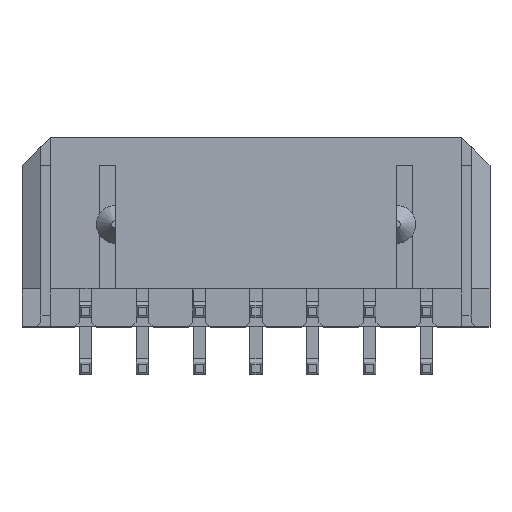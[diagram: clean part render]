
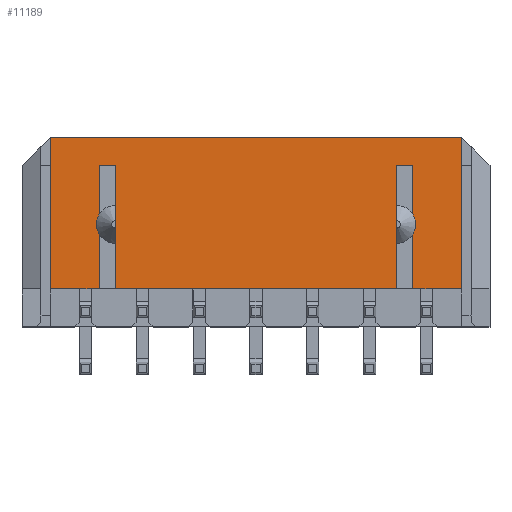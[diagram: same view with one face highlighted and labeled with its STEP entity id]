
A CAD part, top view. The second image highlights one B-rep face of the part: STEP entity #11189.
In plain terms, the highlighted planar face has unit normal (0, 0, 1).
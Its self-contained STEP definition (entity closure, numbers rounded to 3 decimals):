
#1530=CARTESIAN_POINT('',(7.425,5.4,3.4));
#1531=DIRECTION('',(0.,0.,1.));
#1532=DIRECTION('',(0.944,-0.329,0.));
#1533=AXIS2_PLACEMENT_3D('',#1530,#1531,#1532);
#1535=DIRECTION('',(0.,1.,0.));
#1536=VECTOR('',#1535,2.804);
#1537=CARTESIAN_POINT('',(8.275,5.696,3.4));
#1538=LINE('',#1537,#1536);
#1539=DIRECTION('',(-1.,0.,0.));
#1540=VECTOR('',#1539,0.85);
#1541=CARTESIAN_POINT('',(8.275,8.5,3.4));
#1542=LINE('',#1541,#1540);
#1543=DIRECTION('',(0.,-1.,0.));
#1544=VECTOR('',#1543,6.5);
#1545=CARTESIAN_POINT('',(7.425,8.5,3.4));
#1546=LINE('',#1545,#1544);
#1547=DIRECTION('',(1.,0.,0.));
#1548=VECTOR('',#1547,14.85);
#1549=CARTESIAN_POINT('',(-7.425,2.,3.4));
#1550=LINE('',#1549,#1548);
#1551=DIRECTION('',(0.,1.,0.));
#1552=VECTOR('',#1551,6.5);
#1553=CARTESIAN_POINT('',(-7.425,2.,3.4));
#1554=LINE('',#1553,#1552);
#1555=DIRECTION('',(-1.,0.,0.));
#1556=VECTOR('',#1555,0.85);
#1557=CARTESIAN_POINT('',(-7.425,8.5,3.4));
#1558=LINE('',#1557,#1556);
#1559=DIRECTION('',(0.,-1.,0.));
#1560=VECTOR('',#1559,2.804);
#1561=CARTESIAN_POINT('',(-8.275,8.5,3.4));
#1562=LINE('',#1561,#1560);
#1563=CARTESIAN_POINT('',(-7.425,5.4,3.4));
#1564=DIRECTION('',(0.,0.,1.));
#1565=DIRECTION('',(-0.944,0.329,0.));
#1566=AXIS2_PLACEMENT_3D('',#1563,#1564,#1565);
#1568=DIRECTION('',(0.,-1.,0.));
#1569=VECTOR('',#1568,3.104);
#1570=CARTESIAN_POINT('',(-8.275,5.104,3.4));
#1571=LINE('',#1570,#1569);
#1572=DIRECTION('',(1.,0.,0.));
#1573=VECTOR('',#1572,2.575);
#1574=CARTESIAN_POINT('',(-10.85,2.,3.4));
#1575=LINE('',#1574,#1573);
#1576=DIRECTION('',(0.,1.,0.));
#1577=VECTOR('',#1576,8.);
#1578=CARTESIAN_POINT('',(-10.85,2.,3.4));
#1579=LINE('',#1578,#1577);
#1580=DIRECTION('',(-1.,0.,0.));
#1581=VECTOR('',#1580,21.7);
#1582=CARTESIAN_POINT('',(10.85,10.,3.4));
#1583=LINE('',#1582,#1581);
#1584=DIRECTION('',(0.,1.,0.));
#1585=VECTOR('',#1584,8.);
#1586=CARTESIAN_POINT('',(10.85,2.,3.4));
#1587=LINE('',#1586,#1585);
#1588=DIRECTION('',(1.,0.,0.));
#1589=VECTOR('',#1588,2.575);
#1590=CARTESIAN_POINT('',(8.275,2.,3.4));
#1591=LINE('',#1590,#1589);
#1592=DIRECTION('',(0.,1.,0.));
#1593=VECTOR('',#1592,3.104);
#1594=CARTESIAN_POINT('',(8.275,2.,3.4));
#1595=LINE('',#1594,#1593);
#6958=CARTESIAN_POINT('',(10.85,10.,3.4));
#6959=VERTEX_POINT('',#6958);
#6976=CARTESIAN_POINT('',(10.85,2.,3.4));
#6977=VERTEX_POINT('',#6976);
#6982=CARTESIAN_POINT('',(-10.85,2.,3.4));
#6983=VERTEX_POINT('',#6982);
#6984=CARTESIAN_POINT('',(-10.85,10.,3.4));
#6985=VERTEX_POINT('',#6984);
#7232=CARTESIAN_POINT('',(-7.425,2.,3.4));
#7233=CARTESIAN_POINT('',(-7.425,8.5,3.4));
#7234=VERTEX_POINT('',#7232);
#7235=VERTEX_POINT('',#7233);
#7236=CARTESIAN_POINT('',(-8.275,8.5,3.4));
#7237=VERTEX_POINT('',#7236);
#7238=CARTESIAN_POINT('',(8.275,8.5,3.4));
#7239=CARTESIAN_POINT('',(7.425,8.5,3.4));
#7240=VERTEX_POINT('',#7238);
#7241=VERTEX_POINT('',#7239);
#7242=CARTESIAN_POINT('',(7.425,2.,3.4));
#7243=VERTEX_POINT('',#7242);
#7244=CARTESIAN_POINT('',(-8.275,2.,3.4));
#7245=VERTEX_POINT('',#7244);
#7246=CARTESIAN_POINT('',(8.275,2.,3.4));
#7247=VERTEX_POINT('',#7246);
#7800=CARTESIAN_POINT('',(8.275,5.104,3.4));
#7801=CARTESIAN_POINT('',(8.275,5.696,3.4));
#7802=VERTEX_POINT('',#7800);
#7803=VERTEX_POINT('',#7801);
#7804=CARTESIAN_POINT('',(-8.275,5.696,3.4));
#7805=CARTESIAN_POINT('',(-8.275,5.104,3.4));
#7806=VERTEX_POINT('',#7804);
#7807=VERTEX_POINT('',#7805);
#11153=CARTESIAN_POINT('',(0.,0.,3.4));
#11154=DIRECTION('',(0.,0.,1.));
#11155=DIRECTION('',(1.,0.,0.));
#11156=AXIS2_PLACEMENT_3D('',#11153,#11154,#11155);
#11157=PLANE('',#11156);
#11159=ORIENTED_EDGE('',*,*,#11158,.T.);
#11161=ORIENTED_EDGE('',*,*,#11160,.T.);
#11163=ORIENTED_EDGE('',*,*,#11162,.T.);
#11165=ORIENTED_EDGE('',*,*,#11164,.T.);
#11166=ORIENTED_EDGE('',*,*,#11017,.F.);
#11168=ORIENTED_EDGE('',*,*,#11167,.T.);
#11170=ORIENTED_EDGE('',*,*,#11169,.T.);
#11172=ORIENTED_EDGE('',*,*,#11171,.T.);
#11174=ORIENTED_EDGE('',*,*,#11173,.T.);
#11176=ORIENTED_EDGE('',*,*,#11175,.T.);
#11177=ORIENTED_EDGE('',*,*,#11072,.F.);
#11179=ORIENTED_EDGE('',*,*,#11178,.T.);
#11181=ORIENTED_EDGE('',*,*,#11180,.F.);
#11183=ORIENTED_EDGE('',*,*,#11182,.F.);
#11184=ORIENTED_EDGE('',*,*,#11025,.F.);
#11186=ORIENTED_EDGE('',*,*,#11185,.T.);
#11187=EDGE_LOOP('',(#11159,#11161,#11163,#11165,#11166,#11168,#11170,#11172,
#11174,#11176,#11177,#11179,#11181,#11183,#11184,#11186));
#11188=FACE_OUTER_BOUND('',#11187,.F.);
#1534=CIRCLE('',#1533,0.9);
#1567=CIRCLE('',#1566,0.9);
#11017=EDGE_CURVE('',#7234,#7243,#1550,.T.);
#11025=EDGE_CURVE('',#7247,#6977,#1591,.T.);
#11072=EDGE_CURVE('',#6983,#7245,#1575,.T.);
#11158=EDGE_CURVE('',#7802,#7803,#1534,.T.);
#11160=EDGE_CURVE('',#7803,#7240,#1538,.T.);
#11162=EDGE_CURVE('',#7240,#7241,#1542,.T.);
#11164=EDGE_CURVE('',#7241,#7243,#1546,.T.);
#11167=EDGE_CURVE('',#7234,#7235,#1554,.T.);
#11169=EDGE_CURVE('',#7235,#7237,#1558,.T.);
#11171=EDGE_CURVE('',#7237,#7806,#1562,.T.);
#11173=EDGE_CURVE('',#7806,#7807,#1567,.T.);
#11175=EDGE_CURVE('',#7807,#7245,#1571,.T.);
#11178=EDGE_CURVE('',#6983,#6985,#1579,.T.);
#11180=EDGE_CURVE('',#6959,#6985,#1583,.T.);
#11182=EDGE_CURVE('',#6977,#6959,#1587,.T.);
#11185=EDGE_CURVE('',#7247,#7802,#1595,.T.);
#11189=ADVANCED_FACE('',(#11188),#11157,.T.);
